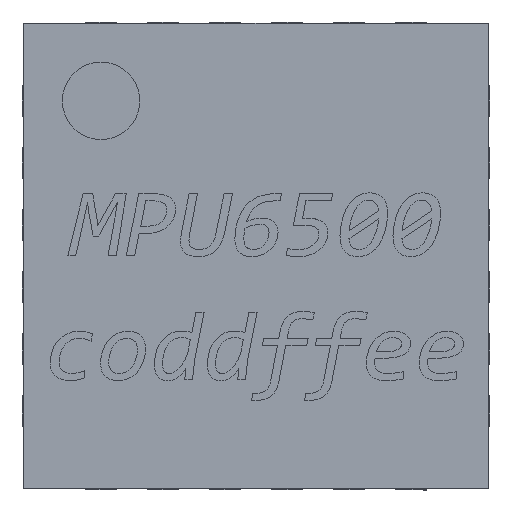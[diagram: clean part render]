
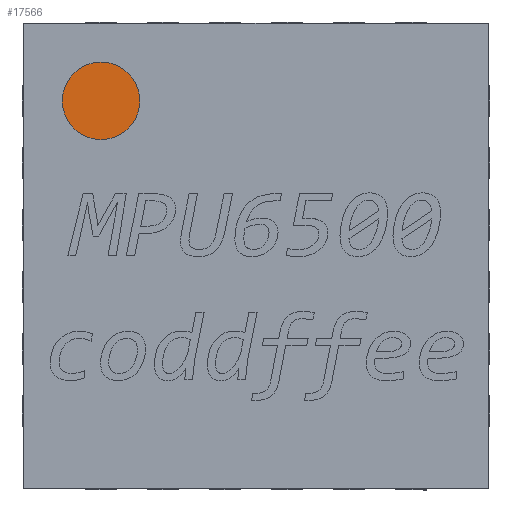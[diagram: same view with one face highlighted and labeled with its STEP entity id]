
A CAD part, top view. The second image highlights one B-rep face of the part: STEP entity #17566.
In plain terms, the highlighted planar face has unit normal (0, 0, 1).
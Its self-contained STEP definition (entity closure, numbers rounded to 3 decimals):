
#351 = ORIENTED_EDGE ( 'NONE', *, *, #10116, .T. ) ;
#1416 = DIRECTION ( 'NONE',  ( 1., 0., 0. ) ) ;
#2501 = DIRECTION ( 'NONE',  ( 0., 0., 1. ) ) ;
#2646 = DIRECTION ( 'NONE',  ( 0., 0., 1. ) ) ;
#3383 = DIRECTION ( 'NONE',  ( 1., 0., 0. ) ) ;
#4850 = VERTEX_POINT ( 'NONE', #18782 ) ;
#5540 = DIRECTION ( 'NONE',  ( 0., 0., 1. ) ) ;
#5820 = AXIS2_PLACEMENT_3D ( 'NONE', #8275, #5540, #3383 ) ;
#6015 = VERTEX_POINT ( 'NONE', #19711 ) ;
#7217 = FACE_OUTER_BOUND ( 'NONE', #11564, .T. ) ;
#8017 = ORIENTED_EDGE ( 'NONE', *, *, #10101, .T. ) ;
#8275 = CARTESIAN_POINT ( 'NONE',  ( -1., 1., 0.95 ) ) ;
#8340 = CIRCLE ( 'NONE', #19078, 0.25 ) ;
#8373 = CIRCLE ( 'NONE', #10474, 0.25 ) ;
#10101 = EDGE_CURVE ( 'NONE', #6015, #4850, #8340, .T. ) ;
#10116 = EDGE_CURVE ( 'NONE', #4850, #6015, #8373, .T. ) ;
#10474 = AXIS2_PLACEMENT_3D ( 'NONE', #17180, #2501, #12272 ) ;
#11564 = EDGE_LOOP ( 'NONE', ( #8017, #351 ) ) ;
#12272 = DIRECTION ( 'NONE',  ( 1., 0., 0. ) ) ;
#15945 = CARTESIAN_POINT ( 'NONE',  ( -1., 1., 0.95 ) ) ;
#17180 = CARTESIAN_POINT ( 'NONE',  ( -1., 1., 0.95 ) ) ;
#17566 = ADVANCED_FACE ( 'NONE', ( #7217 ), #18218, .T. ) ;
#18218 = PLANE ( 'NONE',  #5820 ) ;
#18782 = CARTESIAN_POINT ( 'NONE',  ( -1.25, 1., 0.95 ) ) ;
#19078 = AXIS2_PLACEMENT_3D ( 'NONE', #15945, #2646, #1416 ) ;
#19711 = CARTESIAN_POINT ( 'NONE',  ( -0.75, 1., 0.95 ) ) ;
